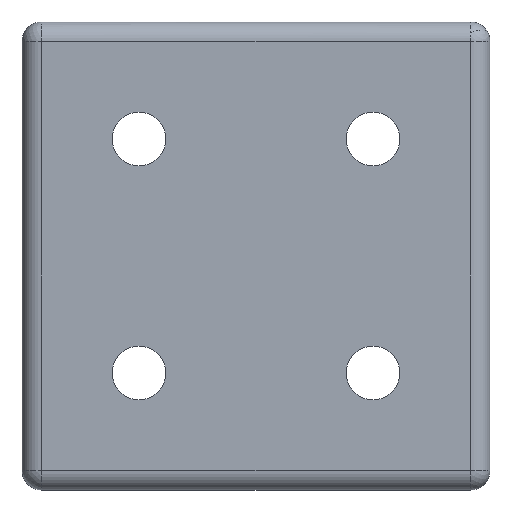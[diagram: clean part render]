
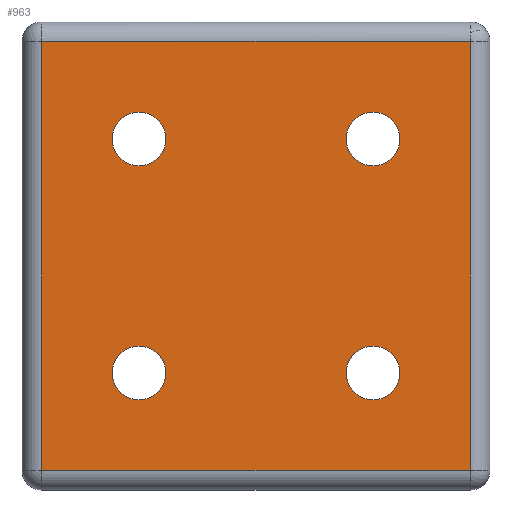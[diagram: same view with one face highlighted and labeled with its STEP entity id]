
A CAD part, top view. The second image highlights one B-rep face of the part: STEP entity #963.
In plain terms, the highlighted free-form (B-spline) face has degree [1, 1] with [2, 2] control points.
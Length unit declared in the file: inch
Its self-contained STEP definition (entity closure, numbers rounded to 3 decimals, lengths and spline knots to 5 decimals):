
#97=CARTESIAN_POINT('',(-0.75,0.57813,0.188));
#98=VERTEX_POINT('',#97);
#107=CARTESIAN_POINT('',(-0.75,0.92188,0.188));
#108=VERTEX_POINT('',#107);
#109=CARTESIAN_POINT('',(-0.75,0.75,0.188));
#110=DIRECTION('',(0.0,0.0,1.0));
#111=DIRECTION('',(0.0,-1.0,0.0));
#112=AXIS2_PLACEMENT_3D('',#109,#110,#111);
#113=CIRCLE('',#112,0.17188);
#114=EDGE_CURVE('',#98,#108,#113,.T.);
#160=CARTESIAN_POINT('',(-2.25,0.57813,0.188));
#161=VERTEX_POINT('',#160);
#170=CARTESIAN_POINT('',(-2.25,0.92188,0.188));
#171=VERTEX_POINT('',#170);
#172=CARTESIAN_POINT('',(-2.25,0.75,0.188));
#173=DIRECTION('',(0.0,0.0,1.0));
#174=DIRECTION('',(0.0,-1.0,0.0));
#175=AXIS2_PLACEMENT_3D('',#172,#173,#174);
#176=CIRCLE('',#175,0.17188);
#177=EDGE_CURVE('',#161,#171,#176,.T.);
#246=CARTESIAN_POINT('',(-0.75,-0.57813,0.188));
#247=VERTEX_POINT('',#246);
#256=CARTESIAN_POINT('',(-0.75,-0.92188,0.188));
#257=VERTEX_POINT('',#256);
#258=CARTESIAN_POINT('',(-0.75,-0.75,0.188));
#259=DIRECTION('',(0.0,0.0,-1.0));
#260=DIRECTION('',(0.0,1.0,0.0));
#261=AXIS2_PLACEMENT_3D('',#258,#259,#260);
#262=CIRCLE('',#261,0.17188);
#263=EDGE_CURVE('',#257,#247,#262,.T.);
#288=CARTESIAN_POINT('',(-2.25,-0.57813,0.188));
#289=VERTEX_POINT('',#288);
#298=CARTESIAN_POINT('',(-2.25,-0.92188,0.188));
#299=VERTEX_POINT('',#298);
#300=CARTESIAN_POINT('',(-2.25,-0.75,0.188));
#301=DIRECTION('',(0.0,0.0,-1.0));
#302=DIRECTION('',(0.0,1.0,0.0));
#303=AXIS2_PLACEMENT_3D('',#300,#301,#302);
#304=CIRCLE('',#303,0.17188);
#305=EDGE_CURVE('',#299,#289,#304,.T.);
#457=CARTESIAN_POINT('',(-0.125,-1.375,0.188));
#458=VERTEX_POINT('',#457);
#483=CARTESIAN_POINT('',(-2.875,-1.375,0.188));
#484=VERTEX_POINT('',#483);
#546=CARTESIAN_POINT('',(-0.125,-1.375,0.188));
#547=DIRECTION('',(-1.0,0.0,0.0));
#548=VECTOR('',#547,2.75);
#549=LINE('',#546,#548);
#550=EDGE_CURVE('',#458,#484,#549,.T.);
#585=CARTESIAN_POINT('',(-2.25,-0.75,0.188));
#586=DIRECTION('',(0.0,0.0,-1.0));
#587=DIRECTION('',(0.0,1.0,0.0));
#588=AXIS2_PLACEMENT_3D('',#585,#586,#587);
#589=CIRCLE('',#588,0.17188);
#590=EDGE_CURVE('',#289,#299,#589,.T.);
#603=CARTESIAN_POINT('',(-0.75,-0.75,0.188));
#604=DIRECTION('',(0.0,0.0,-1.0));
#605=DIRECTION('',(0.0,1.0,0.0));
#606=AXIS2_PLACEMENT_3D('',#603,#604,#605);
#607=CIRCLE('',#606,0.17188);
#608=EDGE_CURVE('',#247,#257,#607,.T.);
#631=CARTESIAN_POINT('',(-0.125,1.375,0.188));
#632=VERTEX_POINT('',#631);
#667=CARTESIAN_POINT('',(-2.875,1.375,0.188));
#668=VERTEX_POINT('',#667);
#728=CARTESIAN_POINT('',(-2.875,-1.375,0.188));
#729=DIRECTION('',(0.0,1.0,0.0));
#730=VECTOR('',#729,2.75);
#731=LINE('',#728,#730);
#732=EDGE_CURVE('',#484,#668,#731,.T.);
#808=CARTESIAN_POINT('',(-0.125,1.375,0.188));
#809=DIRECTION('',(-1.0,0.0,0.0));
#810=VECTOR('',#809,2.75);
#811=LINE('',#808,#810);
#812=EDGE_CURVE('',#632,#668,#811,.T.);
#851=CARTESIAN_POINT('',(-0.125,1.375,0.188));
#852=DIRECTION('',(0.0,-1.0,0.0));
#853=VECTOR('',#852,2.75);
#854=LINE('',#851,#853);
#855=EDGE_CURVE('',#632,#458,#854,.T.);
#924=CARTESIAN_POINT('',(-2.875,-1.375,0.188));
#925=CARTESIAN_POINT('',(-0.125,-1.375,0.188));
#926=CARTESIAN_POINT('',(-2.875,1.375,0.188));
#927=CARTESIAN_POINT('',(-0.125,1.375,0.188));
#928=B_SPLINE_SURFACE_WITH_KNOTS('',1,1,((#924,#926),(#925,#927)),.UNSPECIFIED.,.F.,.F.,.U.,(2,2),(2,2),(0.0,2.75),(0.0,2.75),.UNSPECIFIED.);
#929=ORIENTED_EDGE('',*,*,#732,.F.);
#930=ORIENTED_EDGE('',*,*,#550,.F.);
#931=ORIENTED_EDGE('',*,*,#855,.F.);
#932=ORIENTED_EDGE('',*,*,#812,.T.);
#933=EDGE_LOOP('',(#929,#930,#931,#932));
#934=FACE_OUTER_BOUND('',#933,.T.);
#935=ORIENTED_EDGE('',*,*,#590,.T.);
#936=ORIENTED_EDGE('',*,*,#305,.T.);
#937=EDGE_LOOP('',(#935,#936));
#938=FACE_BOUND('',#937,.T.);
#939=ORIENTED_EDGE('',*,*,#608,.T.);
#940=ORIENTED_EDGE('',*,*,#263,.T.);
#941=EDGE_LOOP('',(#939,#940));
#942=FACE_BOUND('',#941,.T.);
#943=ORIENTED_EDGE('',*,*,#114,.F.);
#944=CARTESIAN_POINT('',(-0.75,0.75,0.188));
#945=DIRECTION('',(0.0,0.0,1.0));
#946=DIRECTION('',(0.0,-1.0,0.0));
#947=AXIS2_PLACEMENT_3D('',#944,#945,#946);
#948=CIRCLE('',#947,0.17188);
#949=EDGE_CURVE('',#108,#98,#948,.T.);
#950=ORIENTED_EDGE('',*,*,#949,.F.);
#951=EDGE_LOOP('',(#943,#950));
#952=FACE_BOUND('',#951,.T.);
#953=ORIENTED_EDGE('',*,*,#177,.F.);
#954=CARTESIAN_POINT('',(-2.25,0.75,0.188));
#955=DIRECTION('',(0.0,0.0,1.0));
#956=DIRECTION('',(0.0,-1.0,0.0));
#957=AXIS2_PLACEMENT_3D('',#954,#955,#956);
#958=CIRCLE('',#957,0.17188);
#959=EDGE_CURVE('',#171,#161,#958,.T.);
#960=ORIENTED_EDGE('',*,*,#959,.F.);
#961=EDGE_LOOP('',(#953,#960));
#962=FACE_BOUND('',#961,.T.);
#963=ADVANCED_FACE('',(#934,#938,#942,#952,#962),#928,.T.);
